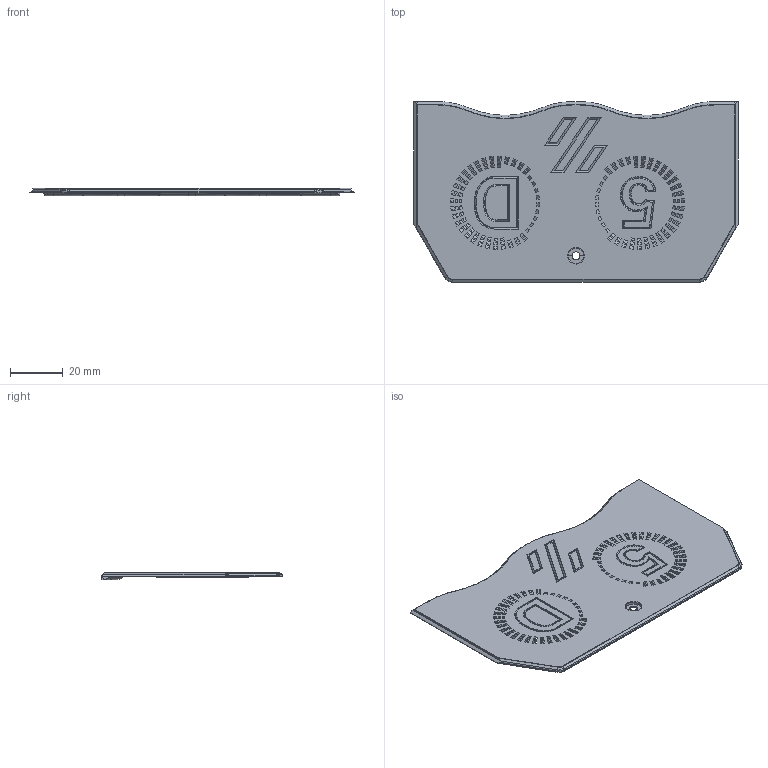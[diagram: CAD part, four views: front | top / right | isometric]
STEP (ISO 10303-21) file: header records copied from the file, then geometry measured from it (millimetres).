
FILE_DESCRIPTION(/* description */ (''),/* implementation_level */ '2;1');
FILE_NAME(/* name */ 'Testing_Nevermore-RLF35_LID.stp',/* time_stamp */ '2021-10-02T05:47:26+02:00',/* author */ ('Rama'),/* organization */ (''),/* preprocessor_version */ 'ST-DEVELOPER v18.1',/* originating_system */ 'Autodesk Inventor 2022',/* authorisation */ '');
FILE_SCHEMA (('AUTOMOTIVE_DESIGN { 1 0 10303 214 3 1 1 }'));
Length unit declared in the file: millimetre
Products named in the file (1): LID_Empty
Bounding box: 122.79 x 68.54 x 2.8 mm (x, y, z)
Volume: 13285.6 mm3; surface area: 18202.2 mm2
Topology: 1 solids, 1 shells, 1165 faces, 3776 edges, 2457 vertices
Faces by surface type: plane 453, cone 387, cylinder 205, bspline 103, torus 11, sphere 6
Full cylindrical faces by diameter (mm): 3.05 x1, 5.9 x1
Entity records: 44564 total; most frequent: CARTESIAN_POINT 10053, ORIENTED_EDGE 7552, DIRECTION 6937, EDGE_CURVE 3776, VERTEX_POINT 2457, LINE 2449, VECTOR 2449, AXIS2_PLACEMENT_3D 2244
